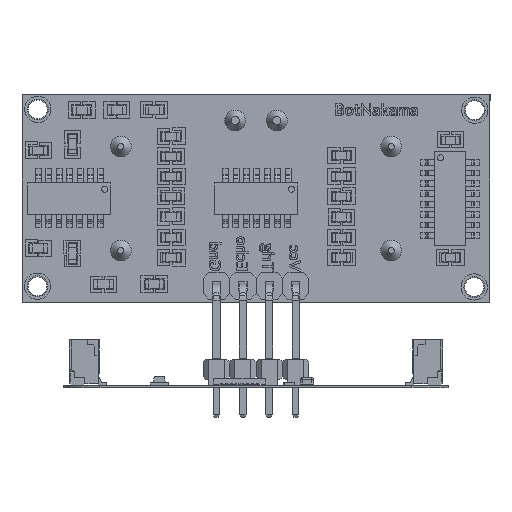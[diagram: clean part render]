
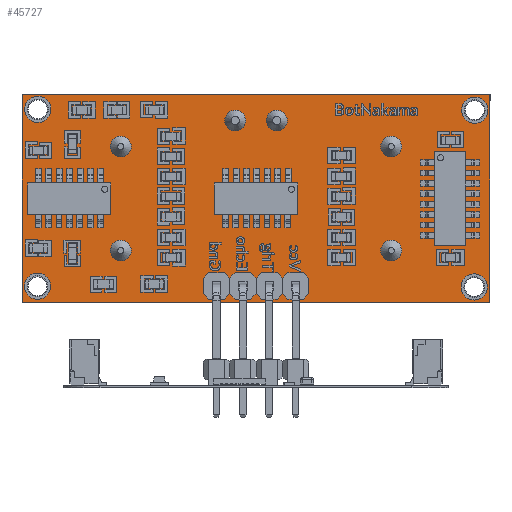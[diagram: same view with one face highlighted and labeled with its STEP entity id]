
A CAD part, front view. The second image highlights one B-rep face of the part: STEP entity #45727.
In plain terms, the highlighted face is planar.
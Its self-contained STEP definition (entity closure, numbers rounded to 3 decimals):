
#45146 = VERTEX_POINT('',#45147);
#45147 = CARTESIAN_POINT('',(-22.5,10.,0.));
#45164 = VERTEX_POINT('',#45165);
#45165 = CARTESIAN_POINT('',(22.5,10.,0.));
#45171 = EDGE_CURVE('',#45146,#45164,#45172,.T.);
#45172 = LINE('',#45173,#45174);
#45173 = CARTESIAN_POINT('',(-22.5,10.,0.));
#45174 = VECTOR('',#45175,1.);
#45175 = DIRECTION('',(1.,0.,0.));
#45195 = VERTEX_POINT('',#45196);
#45196 = CARTESIAN_POINT('',(22.5,-10.,0.));
#45202 = EDGE_CURVE('',#45164,#45195,#45203,.T.);
#45203 = LINE('',#45204,#45205);
#45204 = CARTESIAN_POINT('',(22.5,10.,0.));
#45205 = VECTOR('',#45206,1.);
#45206 = DIRECTION('',(0.,-1.,0.));
#45226 = VERTEX_POINT('',#45227);
#45227 = CARTESIAN_POINT('',(-22.5,-10.,0.));
#45233 = EDGE_CURVE('',#45195,#45226,#45234,.T.);
#45234 = LINE('',#45235,#45236);
#45235 = CARTESIAN_POINT('',(22.5,-10.,0.));
#45236 = VECTOR('',#45237,1.);
#45237 = DIRECTION('',(-1.,0.,0.));
#45255 = EDGE_CURVE('',#45226,#45146,#45256,.T.);
#45256 = LINE('',#45257,#45258);
#45257 = CARTESIAN_POINT('',(-22.5,-10.,0.));
#45258 = VECTOR('',#45259,1.);
#45259 = DIRECTION('',(0.,1.,0.));
#45272 = VERTEX_POINT('',#45273);
#45273 = CARTESIAN_POINT('',(-21.988,-8.502,0.));
#45279 = EDGE_CURVE('',#45272,#45272,#45280,.T.);
#45280 = CIRCLE('',#45281,1.);
#45281 = AXIS2_PLACEMENT_3D('',#45282,#45283,#45284);
#45282 = CARTESIAN_POINT('',(-20.988,-8.502,0.));
#45283 = DIRECTION('',(0.,0.,1.));
#45284 = DIRECTION('',(1.,0.,-0.));
#45305 = VERTEX_POINT('',#45306);
#45306 = CARTESIAN_POINT('',(20.012,-8.426,0.));
#45312 = EDGE_CURVE('',#45305,#45305,#45313,.T.);
#45313 = CIRCLE('',#45314,1.);
#45314 = AXIS2_PLACEMENT_3D('',#45315,#45316,#45317);
#45315 = CARTESIAN_POINT('',(21.012,-8.426,0.));
#45316 = DIRECTION('',(0.,0.,1.));
#45317 = DIRECTION('',(1.,0.,-0.));
#45338 = VERTEX_POINT('',#45339);
#45339 = CARTESIAN_POINT('',(19.97,8.574,0.));
#45345 = EDGE_CURVE('',#45338,#45338,#45346,.T.);
#45346 = CIRCLE('',#45347,1.);
#45347 = AXIS2_PLACEMENT_3D('',#45348,#45349,#45350);
#45348 = CARTESIAN_POINT('',(20.97,8.574,0.));
#45349 = DIRECTION('',(0.,0.,1.));
#45350 = DIRECTION('',(1.,0.,-0.));
#45371 = VERTEX_POINT('',#45372);
#45372 = CARTESIAN_POINT('',(-22.03,8.498,0.));
#45378 = EDGE_CURVE('',#45371,#45371,#45379,.T.);
#45379 = CIRCLE('',#45380,1.);
#45380 = AXIS2_PLACEMENT_3D('',#45381,#45382,#45383);
#45381 = CARTESIAN_POINT('',(-21.03,8.498,0.));
#45382 = DIRECTION('',(0.,0.,1.));
#45383 = DIRECTION('',(1.,0.,-0.));
#45404 = VERTEX_POINT('',#45405);
#45405 = CARTESIAN_POINT('',(1.2,7.467,0.));
#45411 = EDGE_CURVE('',#45404,#45404,#45412,.T.);
#45412 = CIRCLE('',#45413,0.8);
#45413 = AXIS2_PLACEMENT_3D('',#45414,#45415,#45416);
#45414 = CARTESIAN_POINT('',(2.,7.467,0.));
#45415 = DIRECTION('',(0.,0.,1.));
#45416 = DIRECTION('',(1.,0.,-0.));
#45437 = VERTEX_POINT('',#45438);
#45438 = CARTESIAN_POINT('',(-2.8,7.467,0.));
#45444 = EDGE_CURVE('',#45437,#45437,#45445,.T.);
#45445 = CIRCLE('',#45446,0.8);
#45446 = AXIS2_PLACEMENT_3D('',#45447,#45448,#45449);
#45447 = CARTESIAN_POINT('',(-2.,7.467,0.));
#45448 = DIRECTION('',(0.,0.,1.));
#45449 = DIRECTION('',(1.,0.,-0.));
#45470 = VERTEX_POINT('',#45471);
#45471 = CARTESIAN_POINT('',(12.2,-5.,0.));
#45477 = EDGE_CURVE('',#45470,#45470,#45478,.T.);
#45478 = CIRCLE('',#45479,0.8);
#45479 = AXIS2_PLACEMENT_3D('',#45480,#45481,#45482);
#45480 = CARTESIAN_POINT('',(13.,-5.,0.));
#45481 = DIRECTION('',(0.,0.,1.));
#45482 = DIRECTION('',(1.,0.,-0.));
#45503 = VERTEX_POINT('',#45504);
#45504 = CARTESIAN_POINT('',(12.2,5.,0.));
#45510 = EDGE_CURVE('',#45503,#45503,#45511,.T.);
#45511 = CIRCLE('',#45512,0.8);
#45512 = AXIS2_PLACEMENT_3D('',#45513,#45514,#45515);
#45513 = CARTESIAN_POINT('',(13.,5.,0.));
#45514 = DIRECTION('',(0.,0.,1.));
#45515 = DIRECTION('',(1.,0.,-0.));
#45536 = VERTEX_POINT('',#45537);
#45537 = CARTESIAN_POINT('',(-13.8,-5.,0.));
#45543 = EDGE_CURVE('',#45536,#45536,#45544,.T.);
#45544 = CIRCLE('',#45545,0.8);
#45545 = AXIS2_PLACEMENT_3D('',#45546,#45547,#45548);
#45546 = CARTESIAN_POINT('',(-13.,-5.,0.));
#45547 = DIRECTION('',(0.,0.,1.));
#45548 = DIRECTION('',(1.,0.,-0.));
#45569 = VERTEX_POINT('',#45570);
#45570 = CARTESIAN_POINT('',(-13.8,5.,0.));
#45576 = EDGE_CURVE('',#45569,#45569,#45577,.T.);
#45577 = CIRCLE('',#45578,0.8);
#45578 = AXIS2_PLACEMENT_3D('',#45579,#45580,#45581);
#45579 = CARTESIAN_POINT('',(-13.,5.,0.));
#45580 = DIRECTION('',(0.,0.,1.));
#45581 = DIRECTION('',(1.,0.,-0.));
#45602 = VERTEX_POINT('',#45603);
#45603 = CARTESIAN_POINT('',(3.008,-8.371,0.));
#45609 = EDGE_CURVE('',#45602,#45602,#45610,.T.);
#45610 = CIRCLE('',#45611,0.8);
#45611 = AXIS2_PLACEMENT_3D('',#45612,#45613,#45614);
#45612 = CARTESIAN_POINT('',(3.808,-8.371,0.));
#45613 = DIRECTION('',(0.,0.,1.));
#45614 = DIRECTION('',(1.,0.,-0.));
#45635 = VERTEX_POINT('',#45636);
#45636 = CARTESIAN_POINT('',(0.468,-8.365,0.));
#45642 = EDGE_CURVE('',#45635,#45635,#45643,.T.);
#45643 = CIRCLE('',#45644,0.8);
#45644 = AXIS2_PLACEMENT_3D('',#45645,#45646,#45647);
#45645 = CARTESIAN_POINT('',(1.268,-8.365,0.));
#45646 = DIRECTION('',(0.,0.,1.));
#45647 = DIRECTION('',(1.,0.,-0.));
#45668 = VERTEX_POINT('',#45669);
#45669 = CARTESIAN_POINT('',(-2.072,-8.383,0.));
#45675 = EDGE_CURVE('',#45668,#45668,#45676,.T.);
#45676 = CIRCLE('',#45677,0.8);
#45677 = AXIS2_PLACEMENT_3D('',#45678,#45679,#45680);
#45678 = CARTESIAN_POINT('',(-1.272,-8.383,0.));
#45679 = DIRECTION('',(0.,0.,1.));
#45680 = DIRECTION('',(1.,0.,-0.));
#45701 = VERTEX_POINT('',#45702);
#45702 = CARTESIAN_POINT('',(-4.612,-8.377,0.));
#45708 = EDGE_CURVE('',#45701,#45701,#45709,.T.);
#45709 = CIRCLE('',#45710,0.8);
#45710 = AXIS2_PLACEMENT_3D('',#45711,#45712,#45713);
#45711 = CARTESIAN_POINT('',(-3.812,-8.377,0.));
#45712 = DIRECTION('',(0.,0.,1.));
#45713 = DIRECTION('',(1.,0.,-0.));
#45727 = ADVANCED_FACE('',(#45728,#45734,#45737,#45740,#45743,#45746,
    #45749,#45752,#45755,#45758,#45761,#45764,#45767,#45770,#45773),
  #45776,.F.);
#45728 = FACE_BOUND('',#45729,.T.);
#45729 = EDGE_LOOP('',(#45730,#45731,#45732,#45733));
#45730 = ORIENTED_EDGE('',*,*,#45171,.T.);
#45731 = ORIENTED_EDGE('',*,*,#45202,.T.);
#45732 = ORIENTED_EDGE('',*,*,#45233,.T.);
#45733 = ORIENTED_EDGE('',*,*,#45255,.T.);
#45734 = FACE_BOUND('',#45735,.T.);
#45735 = EDGE_LOOP('',(#45736));
#45736 = ORIENTED_EDGE('',*,*,#45279,.T.);
#45737 = FACE_BOUND('',#45738,.T.);
#45738 = EDGE_LOOP('',(#45739));
#45739 = ORIENTED_EDGE('',*,*,#45312,.T.);
#45740 = FACE_BOUND('',#45741,.T.);
#45741 = EDGE_LOOP('',(#45742));
#45742 = ORIENTED_EDGE('',*,*,#45345,.T.);
#45743 = FACE_BOUND('',#45744,.T.);
#45744 = EDGE_LOOP('',(#45745));
#45745 = ORIENTED_EDGE('',*,*,#45378,.T.);
#45746 = FACE_BOUND('',#45747,.T.);
#45747 = EDGE_LOOP('',(#45748));
#45748 = ORIENTED_EDGE('',*,*,#45411,.T.);
#45749 = FACE_BOUND('',#45750,.T.);
#45750 = EDGE_LOOP('',(#45751));
#45751 = ORIENTED_EDGE('',*,*,#45444,.T.);
#45752 = FACE_BOUND('',#45753,.T.);
#45753 = EDGE_LOOP('',(#45754));
#45754 = ORIENTED_EDGE('',*,*,#45477,.T.);
#45755 = FACE_BOUND('',#45756,.T.);
#45756 = EDGE_LOOP('',(#45757));
#45757 = ORIENTED_EDGE('',*,*,#45510,.T.);
#45758 = FACE_BOUND('',#45759,.T.);
#45759 = EDGE_LOOP('',(#45760));
#45760 = ORIENTED_EDGE('',*,*,#45543,.T.);
#45761 = FACE_BOUND('',#45762,.T.);
#45762 = EDGE_LOOP('',(#45763));
#45763 = ORIENTED_EDGE('',*,*,#45576,.T.);
#45764 = FACE_BOUND('',#45765,.T.);
#45765 = EDGE_LOOP('',(#45766));
#45766 = ORIENTED_EDGE('',*,*,#45609,.T.);
#45767 = FACE_BOUND('',#45768,.T.);
#45768 = EDGE_LOOP('',(#45769));
#45769 = ORIENTED_EDGE('',*,*,#45642,.T.);
#45770 = FACE_BOUND('',#45771,.T.);
#45771 = EDGE_LOOP('',(#45772));
#45772 = ORIENTED_EDGE('',*,*,#45675,.T.);
#45773 = FACE_BOUND('',#45774,.T.);
#45774 = EDGE_LOOP('',(#45775));
#45775 = ORIENTED_EDGE('',*,*,#45708,.T.);
#45776 = PLANE('',#45777);
#45777 = AXIS2_PLACEMENT_3D('',#45778,#45779,#45780);
#45778 = CARTESIAN_POINT('',(-22.5,10.,0.));
#45779 = DIRECTION('',(0.,0.,1.));
#45780 = DIRECTION('',(1.,0.,-0.));
